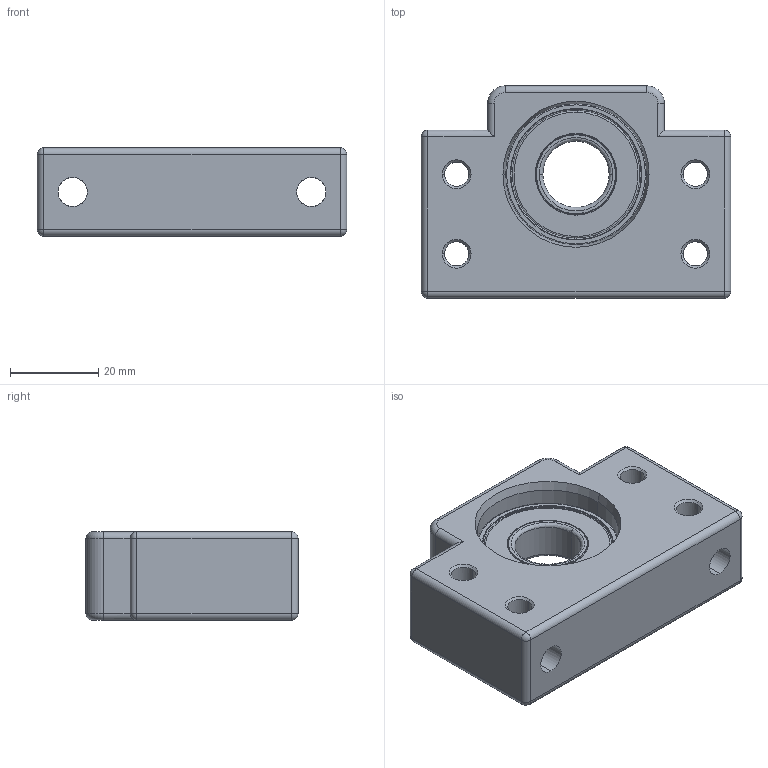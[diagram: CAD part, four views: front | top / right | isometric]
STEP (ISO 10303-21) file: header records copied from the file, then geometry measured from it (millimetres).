
FILE_DESCRIPTION (( 'STEP AP214' ), '1' );
FILE_NAME ('BF15疒玉.STEP', '2018-12-10T04:57:32', ( 'Windows 荤侩磊' ), ( '' ), 'SwSTEP 2.0', 'SolidWorks 2013', '' );
FILE_SCHEMA (( 'AUTOMOTIVE_DESIGN' ));
Length unit declared in the file: millimetre
Products named in the file (3): 6002ZZ軸承; BF15軸承座_體(成_); BF15疒玉
Assembly tree (2 placements, depth 2):
  BF15疒玉
    BF15軸承座_體(成_)
    6002ZZ軸承
Bounding box: 70 x 48 x 20 mm (x, y, z)
Volume: 43372.2 mm3; surface area: 19337.3 mm2
Topology: 13 solids, 13 shells, 291 faces, 760 edges, 456 vertices
Faces by surface type: cylinder 101, bspline 76, plane 74, cone 28, sphere 8, torus 4
Entity records: 11625 total; most frequent: CARTESIAN_POINT 4796, ORIENTED_EDGE 1448, DIRECTION 1354, EDGE_CURVE 724, AXIS2_PLACEMENT_3D 558, VERTEX_POINT 456, CIRCLE 338, EDGE_LOOP 320
